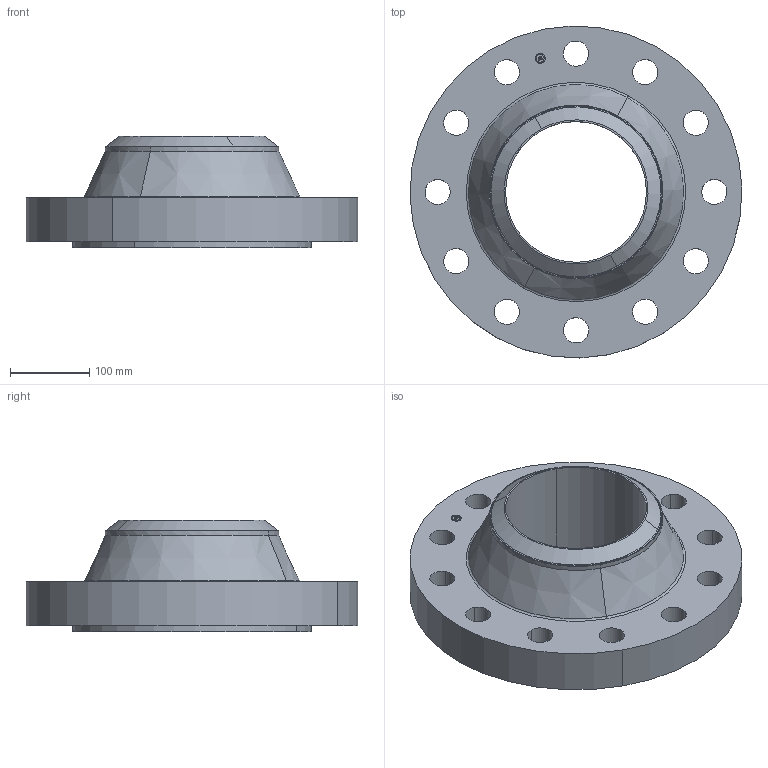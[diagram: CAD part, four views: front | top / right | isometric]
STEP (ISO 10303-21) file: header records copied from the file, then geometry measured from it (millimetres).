
FILE_DESCRIPTION(('3D STEP'),'2;1');
FILE_NAME('8-600-WELD-NECK-RTJ-140-FLANGE.stp','2013-01-28T02:10:26+00:00',('Texas Flange'),(''),'CATIA Version 5 Release 20 SP 6 (IN-10)','CATIA V5 STEP AP214','800-826-3801');
FILE_SCHEMA(('AUTOMOTIVE_DESIGN { 1 0 10303 214 1 1 1 1 }'));
Length unit declared in the file: inch
Products named in the file (1): 8-600-WELD-NECK-RTJ-140-FLANGE
Bounding box: 418.98 x 418.98 x 141.3 mm (x, y, z)
Volume: 7579299.7 mm3; surface area: 477720.1 mm2
Topology: 1 solids, 1 shells, 441 faces, 1242 edges, 824 vertices
Faces by surface type: plane 371, cylinder 52, cone 10, torus 8
Entity records: 16324 total; most frequent: ORIENTED_EDGE 2484, CARTESIAN_POINT 2447, DIRECTION 2002, EDGE_CURVE 1242, VECTOR 1106, LINE 1106, VERTEX_POINT 824, AXIS2_PLACEMENT_3D 517
